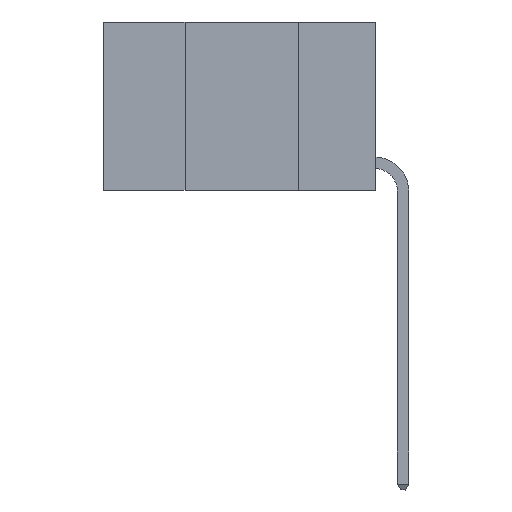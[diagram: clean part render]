
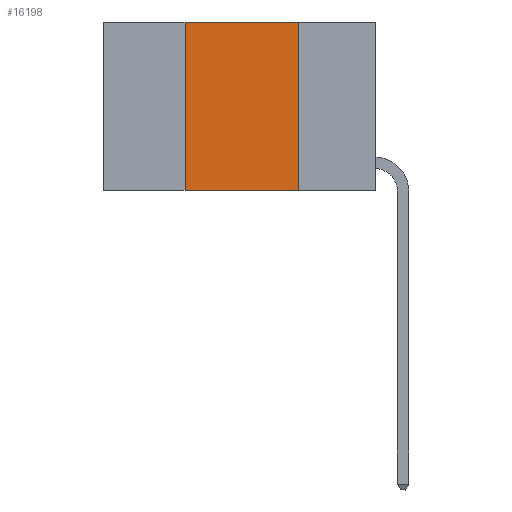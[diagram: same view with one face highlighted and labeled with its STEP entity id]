
A CAD part, left-side view. The second image highlights one B-rep face of the part: STEP entity #16198.
In plain terms, the highlighted planar face has unit normal (-1, 0, 0).
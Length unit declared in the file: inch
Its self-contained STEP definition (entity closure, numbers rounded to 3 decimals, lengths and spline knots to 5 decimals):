
#577 = EDGE_CURVE ( 'NONE', #5404, #10639, #14834, .T. ) ;
#582 = LINE ( 'NONE', #17578, #1080 ) ;
#1080 = VECTOR ( 'NONE', #12918, 39.37008 ) ;
#2262 = EDGE_CURVE ( 'NONE', #10347, #5404, #20201, .T. ) ;
#2364 = ORIENTED_EDGE ( 'NONE', *, *, #577, .F. ) ;
#2451 = VECTOR ( 'NONE', #16177, 39.37008 ) ;
#2544 = ORIENTED_EDGE ( 'NONE', *, *, #2262, .F. ) ;
#2776 = ORIENTED_EDGE ( 'NONE', *, *, #4509, .F. ) ;
#2967 = ORIENTED_EDGE ( 'NONE', *, *, #18568, .T. ) ;
#4358 = CARTESIAN_POINT ( 'NONE',  ( 0., 0.17, -0.37 ) ) ;
#4509 = EDGE_CURVE ( 'NONE', #11090, #10347, #582, .T. ) ;
#5404 = VERTEX_POINT ( 'NONE', #18812 ) ;
#5764 = CARTESIAN_POINT ( 'NONE',  ( 0., 0.6, 0. ) ) ;
#6950 = VECTOR ( 'NONE', #17683, 39.37008 ) ;
#7852 = CARTESIAN_POINT ( 'NONE',  ( 0., 0.6, 0. ) ) ;
#9440 = DIRECTION ( 'NONE',  ( 0., 0., -1. ) ) ;
#10347 = VERTEX_POINT ( 'NONE', #16095 ) ;
#10639 = VERTEX_POINT ( 'NONE', #4358 ) ;
#11090 = VERTEX_POINT ( 'NONE', #14787 ) ;
#11102 = LINE ( 'NONE', #13036, #6950 ) ;
#11474 = CARTESIAN_POINT ( 'NONE',  ( 0., 0.17, 0. ) ) ;
#11991 = DIRECTION ( 'NONE',  ( 0., -1., 0. ) ) ;
#12918 = DIRECTION ( 'NONE',  ( 0., 0., 1. ) ) ;
#13036 = CARTESIAN_POINT ( 'NONE',  ( 0., 0.6, -0.37 ) ) ;
#14052 = PLANE ( 'NONE',  #14959 ) ;
#14787 = CARTESIAN_POINT ( 'NONE',  ( 0., 0.42, -0.37 ) ) ;
#14834 = LINE ( 'NONE', #11474, #2451 ) ;
#14959 = AXIS2_PLACEMENT_3D ( 'NONE', #7852, #18786, #9440 ) ;
#16004 = VECTOR ( 'NONE', #11991, 39.37008 ) ;
#16095 = CARTESIAN_POINT ( 'NONE',  ( 0., 0.42, 0. ) ) ;
#16177 = DIRECTION ( 'NONE',  ( 0., 0., -1. ) ) ;
#16198 = ADVANCED_FACE ( 'NONE', ( #18969 ), #14052, .F. ) ;
#17578 = CARTESIAN_POINT ( 'NONE',  ( 0., 0.42, 0. ) ) ;
#17683 = DIRECTION ( 'NONE',  ( 0., -1., 0. ) ) ;
#18181 = EDGE_LOOP ( 'NONE', ( #2364, #2544, #2776, #2967 ) ) ;
#18568 = EDGE_CURVE ( 'NONE', #11090, #10639, #11102, .T. ) ;
#18786 = DIRECTION ( 'NONE',  ( 1., 0., 0. ) ) ;
#18812 = CARTESIAN_POINT ( 'NONE',  ( 0., 0.17, 0. ) ) ;
#18969 = FACE_OUTER_BOUND ( 'NONE', #18181, .T. ) ;
#20201 = LINE ( 'NONE', #5764, #16004 ) ;
